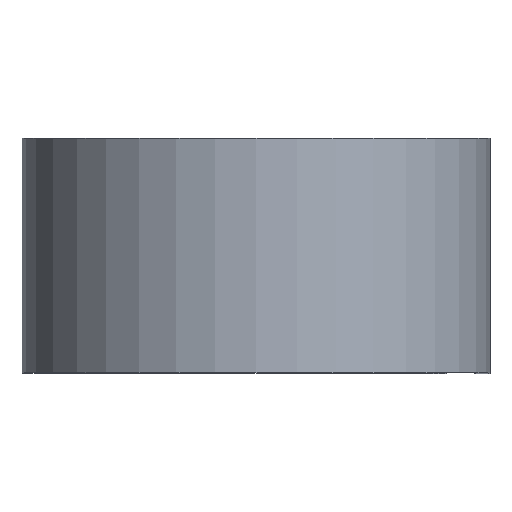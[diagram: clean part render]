
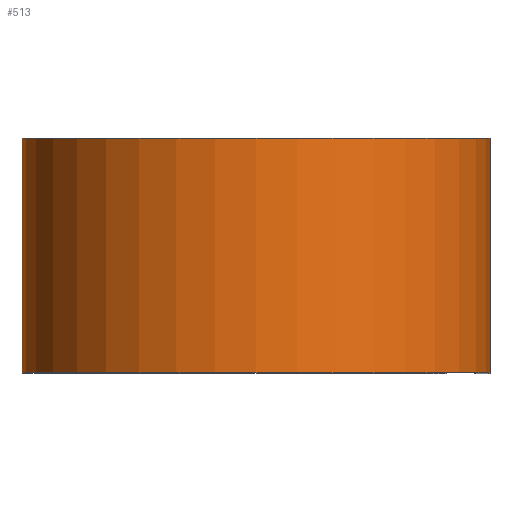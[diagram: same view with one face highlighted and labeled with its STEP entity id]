
A CAD part, top view. The second image highlights one B-rep face of the part: STEP entity #513.
In plain terms, the highlighted cylindrical face has radius 25.337 mm (diameter 50.673 mm), a partial arc.
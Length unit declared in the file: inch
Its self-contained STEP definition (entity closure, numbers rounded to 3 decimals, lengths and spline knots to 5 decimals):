
#24 = CARTESIAN_POINT ( 'NONE',  ( 0., 0.5, 0. ) ) ;
#73 = ORIENTED_EDGE ( 'NONE', *, *, #486, .F. ) ;
#74 = CARTESIAN_POINT ( 'NONE',  ( 0., 0.5, -0.9975 ) ) ;
#90 = CARTESIAN_POINT ( 'NONE',  ( 0.9975, -0.5, 0. ) ) ;
#96 = CARTESIAN_POINT ( 'NONE',  ( 0., 0.5, 0. ) ) ;
#97 = AXIS2_PLACEMENT_3D ( 'NONE', #96, #410, #405 ) ;
#100 = EDGE_LOOP ( 'NONE', ( #132, #331, #73, #218 ) ) ;
#105 = FACE_OUTER_BOUND ( 'NONE', #100, .T. ) ;
#131 = CIRCLE ( 'NONE', #97, 0.9975 ) ;
#132 = ORIENTED_EDGE ( 'NONE', *, *, #397, .T. ) ;
#143 = LINE ( 'NONE', #74, #226 ) ;
#178 = DIRECTION ( 'NONE',  ( 0., -1., 0. ) ) ;
#183 = VERTEX_POINT ( 'NONE', #258 ) ;
#218 = ORIENTED_EDGE ( 'NONE', *, *, #634, .T. ) ;
#226 = VECTOR ( 'NONE', #294, 39.37008 ) ;
#227 = CARTESIAN_POINT ( 'NONE',  ( 0., -0.5, 0. ) ) ;
#231 = CARTESIAN_POINT ( 'NONE',  ( 0.9975, 0.5, 0. ) ) ;
#232 = DIRECTION ( 'NONE',  ( 0., 1., 0. ) ) ;
#233 = DIRECTION ( 'NONE',  ( 1., 0., 0. ) ) ;
#258 = CARTESIAN_POINT ( 'NONE',  ( 0., -0.5, -0.9975 ) ) ;
#275 = DIRECTION ( 'NONE',  ( 0., -1., 0. ) ) ;
#292 = VERTEX_POINT ( 'NONE', #90 ) ;
#294 = DIRECTION ( 'NONE',  ( 0., -1., 0. ) ) ;
#331 = ORIENTED_EDGE ( 'NONE', *, *, #415, .F. ) ;
#397 = EDGE_CURVE ( 'NONE', #183, #292, #617, .T. ) ;
#405 = DIRECTION ( 'NONE',  ( 1., 0., 0. ) ) ;
#410 = DIRECTION ( 'NONE',  ( 0., 1., 0. ) ) ;
#411 = AXIS2_PLACEMENT_3D ( 'NONE', #24, #178, #566 ) ;
#415 = EDGE_CURVE ( 'NONE', #612, #292, #543, .T. ) ;
#426 = AXIS2_PLACEMENT_3D ( 'NONE', #227, #232, #233 ) ;
#462 = CARTESIAN_POINT ( 'NONE',  ( 0.9975, 0.5, 0. ) ) ;
#478 = VERTEX_POINT ( 'NONE', #547 ) ;
#486 = EDGE_CURVE ( 'NONE', #478, #612, #131, .T. ) ;
#513 = ADVANCED_FACE ( 'NONE', ( #105 ), #573, .T. ) ;
#543 = LINE ( 'NONE', #462, #628 ) ;
#547 = CARTESIAN_POINT ( 'NONE',  ( 0., 0.5, -0.9975 ) ) ;
#566 = DIRECTION ( 'NONE',  ( 0., 0., -1. ) ) ;
#573 = CYLINDRICAL_SURFACE ( 'NONE', #411, 0.9975 ) ;
#612 = VERTEX_POINT ( 'NONE', #231 ) ;
#617 = CIRCLE ( 'NONE', #426, 0.9975 ) ;
#628 = VECTOR ( 'NONE', #275, 39.37008 ) ;
#634 = EDGE_CURVE ( 'NONE', #478, #183, #143, .T. ) ;
